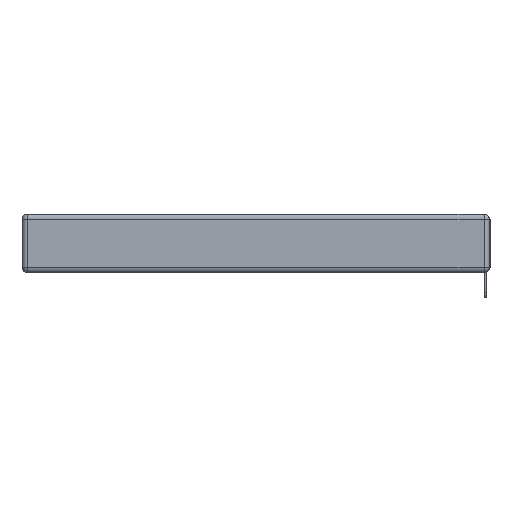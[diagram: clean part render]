
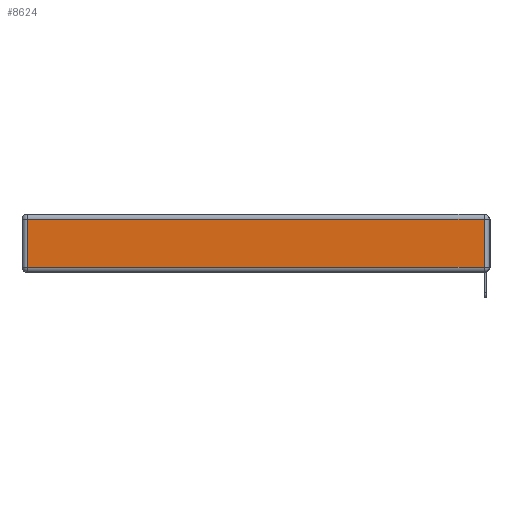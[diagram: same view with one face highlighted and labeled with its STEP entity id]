
A CAD part, left-side view. The second image highlights one B-rep face of the part: STEP entity #8624.
In plain terms, the highlighted planar face has unit normal (-1, 0, 0).
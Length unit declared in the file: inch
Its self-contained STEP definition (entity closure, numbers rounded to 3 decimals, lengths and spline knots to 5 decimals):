
#75 = EDGE_CURVE ( 'NONE', #793, #12979, #1141, .T. ) ;
#244 = DIRECTION ( 'NONE',  ( 0., 1., 0. ) ) ;
#687 = CARTESIAN_POINT ( 'NONE',  ( 0., 2.72, -0.343 ) ) ;
#776 = DIRECTION ( 'NONE',  ( 0., 0., 1. ) ) ;
#793 = VERTEX_POINT ( 'NONE', #3873 ) ;
#1073 = DIRECTION ( 'NONE',  ( -1., 0., 0. ) ) ;
#1141 = LINE ( 'NONE', #8732, #17858 ) ;
#1358 = AXIS2_PLACEMENT_3D ( 'NONE', #15350, #1073, #776 ) ;
#2618 = FACE_OUTER_BOUND ( 'NONE', #20517, .T. ) ;
#2705 = EDGE_CURVE ( 'NONE', #13122, #793, #13756, .T. ) ;
#3330 = VECTOR ( 'NONE', #16538, 39.37008 ) ;
#3363 = CARTESIAN_POINT ( 'NONE',  ( 0., 2.75, -0.03 ) ) ;
#3873 = CARTESIAN_POINT ( 'NONE',  ( 0., 0.03, -0.313 ) ) ;
#4120 = VERTEX_POINT ( 'NONE', #11296 ) ;
#4185 = ORIENTED_EDGE ( 'NONE', *, *, #16207, .T. ) ;
#4970 = VECTOR ( 'NONE', #20251, 39.37008 ) ;
#5255 = CARTESIAN_POINT ( 'NONE',  ( 0., 2.72, -0.313 ) ) ;
#5423 = EDGE_CURVE ( 'NONE', #4120, #13122, #17915, .T. ) ;
#6663 = ORIENTED_EDGE ( 'NONE', *, *, #75, .T. ) ;
#7271 = CARTESIAN_POINT ( 'NONE',  ( 0., 0., -0.313 ) ) ;
#8277 = CARTESIAN_POINT ( 'NONE',  ( 0., 0.03, -0.03 ) ) ;
#8624 = ADVANCED_FACE ( 'NONE', ( #2618 ), #8986, .T. ) ;
#8711 = VECTOR ( 'NONE', #244, 39.37008 ) ;
#8732 = CARTESIAN_POINT ( 'NONE',  ( 0., 0.03, -0.343 ) ) ;
#8986 = PLANE ( 'NONE',  #1358 ) ;
#11296 = CARTESIAN_POINT ( 'NONE',  ( 0., 2.72, -0.03 ) ) ;
#12979 = VERTEX_POINT ( 'NONE', #8277 ) ;
#13122 = VERTEX_POINT ( 'NONE', #5255 ) ;
#13756 = LINE ( 'NONE', #7271, #4970 ) ;
#14524 = LINE ( 'NONE', #3363, #8711 ) ;
#15350 = CARTESIAN_POINT ( 'NONE',  ( 0., 0., -0.343 ) ) ;
#15634 = ORIENTED_EDGE ( 'NONE', *, *, #5423, .T. ) ;
#16207 = EDGE_CURVE ( 'NONE', #12979, #4120, #14524, .T. ) ;
#16538 = DIRECTION ( 'NONE',  ( 0., 0., -1. ) ) ;
#17690 = ORIENTED_EDGE ( 'NONE', *, *, #2705, .T. ) ;
#17858 = VECTOR ( 'NONE', #20242, 39.37008 ) ;
#17915 = LINE ( 'NONE', #687, #3330 ) ;
#20242 = DIRECTION ( 'NONE',  ( 0., 0., 1. ) ) ;
#20251 = DIRECTION ( 'NONE',  ( 0., -1., 0. ) ) ;
#20517 = EDGE_LOOP ( 'NONE', ( #17690, #6663, #4185, #15634 ) ) ;
